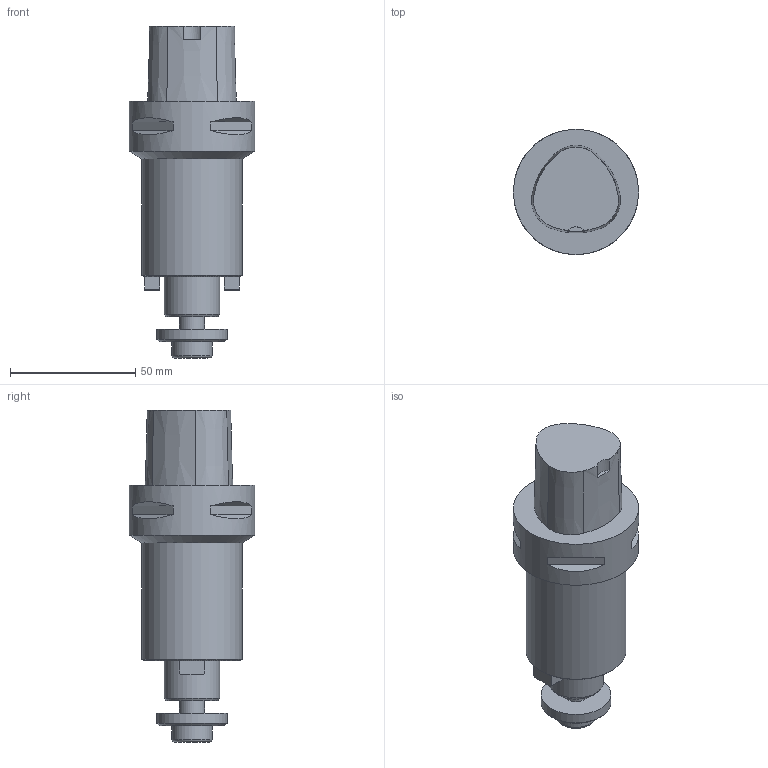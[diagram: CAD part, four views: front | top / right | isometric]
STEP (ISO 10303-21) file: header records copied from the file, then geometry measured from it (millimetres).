
FILE_DESCRIPTION(/* description */ (''),/* implementation_level */ '2;1');
FILE_NAME(/* name */ '1520934988564.stp',/* time_stamp */ '2018-03-13T10:56:34+01:00',/* author */ (''),/* organization */ ('SMS'),/* preprocessor_version */ 'ST-DEVELOPER v15',/* originating_system */ 'SIEMENS PLM Software NX 8.5',/* authorisation */ '');
FILE_SCHEMA (('AUTOMOTIVE_DESIGN { 1 0 10303 214 3 1 1 1 }'));
Length unit declared in the file: millimetre
Products named in the file (1): 201523498mod000_00
Bounding box: 50 x 50 x 132.5 mm (x, y, z)
Volume: 141107.2 mm3; surface area: 19753.7 mm2
Topology: 1 solids, 1 shells, 53 faces, 121 edges, 83 vertices
Faces by surface type: plane 35, cone 10, cylinder 7, torus 1
Full cylindrical faces by diameter (mm): 10 x1, 16 x1, 22 x1, 28 x1, 40 x1, 50 x1
Entity records: 1485 total; most frequent: CARTESIAN_POINT 260, DIRECTION 256, ORIENTED_EDGE 212, EDGE_CURVE 106, AXIS2_PLACEMENT_3D 99, VERTEX_POINT 76, EDGE_LOOP 74, LINE 58
